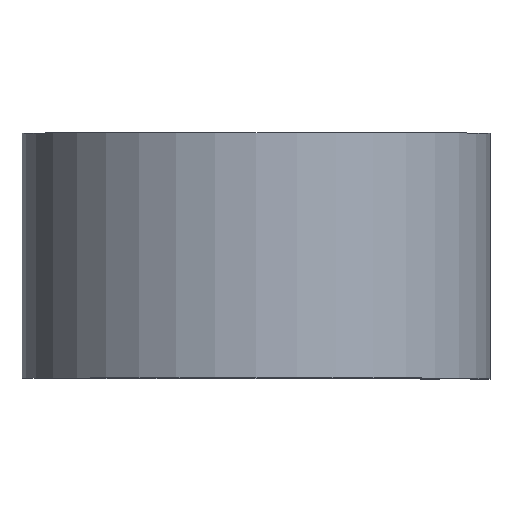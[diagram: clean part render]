
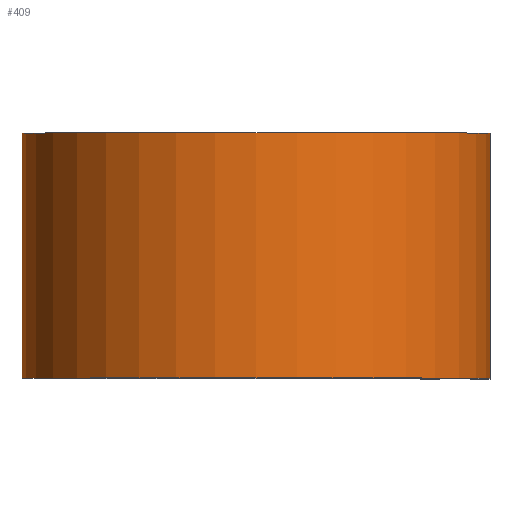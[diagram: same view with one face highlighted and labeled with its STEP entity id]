
A CAD part, top view. The second image highlights one B-rep face of the part: STEP entity #409.
In plain terms, the highlighted cylindrical face has radius 18.186 mm (diameter 36.373 mm), a partial arc.
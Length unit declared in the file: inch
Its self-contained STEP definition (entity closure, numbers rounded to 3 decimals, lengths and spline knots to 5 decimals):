
#3 = CIRCLE ( 'NONE', #595, 0.716 ) ;
#16 = CARTESIAN_POINT ( 'NONE',  ( 0., -0.375, -0.716 ) ) ;
#37 = LINE ( 'NONE', #484, #545 ) ;
#41 = AXIS2_PLACEMENT_3D ( 'NONE', #374, #363, #287 ) ;
#49 = EDGE_CURVE ( 'NONE', #372, #530, #37, .T. ) ;
#60 = ORIENTED_EDGE ( 'NONE', *, *, #188, .T. ) ;
#93 = VERTEX_POINT ( 'NONE', #16 ) ;
#111 = ORIENTED_EDGE ( 'NONE', *, *, #569, .T. ) ;
#122 = VECTOR ( 'NONE', #231, 39.37008 ) ;
#150 = LINE ( 'NONE', #298, #122 ) ;
#158 = ORIENTED_EDGE ( 'NONE', *, *, #49, .F. ) ;
#175 = DIRECTION ( 'NONE',  ( 0., -1., 0. ) ) ;
#179 = CIRCLE ( 'NONE', #41, 0.716 ) ;
#188 = EDGE_CURVE ( 'NONE', #93, #530, #3, .T. ) ;
#231 = DIRECTION ( 'NONE',  ( 0., -1., 0. ) ) ;
#270 = CARTESIAN_POINT ( 'NONE',  ( 0.716, 0.375, 0. ) ) ;
#275 = CARTESIAN_POINT ( 'NONE',  ( 0., -0.375, 0. ) ) ;
#286 = CARTESIAN_POINT ( 'NONE',  ( 0., 0.375, 0. ) ) ;
#287 = DIRECTION ( 'NONE',  ( 1., 0., 0. ) ) ;
#298 = CARTESIAN_POINT ( 'NONE',  ( 0., 0.375, -0.716 ) ) ;
#320 = DIRECTION ( 'NONE',  ( 0., 1., 0. ) ) ;
#324 = DIRECTION ( 'NONE',  ( 1., 0., 0. ) ) ;
#363 = DIRECTION ( 'NONE',  ( 0., 1., 0. ) ) ;
#369 = AXIS2_PLACEMENT_3D ( 'NONE', #286, #175, #608 ) ;
#370 = ORIENTED_EDGE ( 'NONE', *, *, #556, .F. ) ;
#372 = VERTEX_POINT ( 'NONE', #270 ) ;
#374 = CARTESIAN_POINT ( 'NONE',  ( 0., 0.375, 0. ) ) ;
#386 = EDGE_LOOP ( 'NONE', ( #60, #158, #370, #111 ) ) ;
#392 = CYLINDRICAL_SURFACE ( 'NONE', #369, 0.716 ) ;
#401 = FACE_OUTER_BOUND ( 'NONE', #386, .T. ) ;
#409 = ADVANCED_FACE ( 'NONE', ( #401 ), #392, .T. ) ;
#439 = DIRECTION ( 'NONE',  ( 0., -1., 0. ) ) ;
#483 = CARTESIAN_POINT ( 'NONE',  ( 0., 0.375, -0.716 ) ) ;
#484 = CARTESIAN_POINT ( 'NONE',  ( 0.716, 0.375, 0. ) ) ;
#510 = CARTESIAN_POINT ( 'NONE',  ( 0.716, -0.375, 0. ) ) ;
#530 = VERTEX_POINT ( 'NONE', #510 ) ;
#545 = VECTOR ( 'NONE', #439, 39.37008 ) ;
#555 = VERTEX_POINT ( 'NONE', #483 ) ;
#556 = EDGE_CURVE ( 'NONE', #555, #372, #179, .T. ) ;
#569 = EDGE_CURVE ( 'NONE', #555, #93, #150, .T. ) ;
#595 = AXIS2_PLACEMENT_3D ( 'NONE', #275, #320, #324 ) ;
#608 = DIRECTION ( 'NONE',  ( 0., 0., -1. ) ) ;
